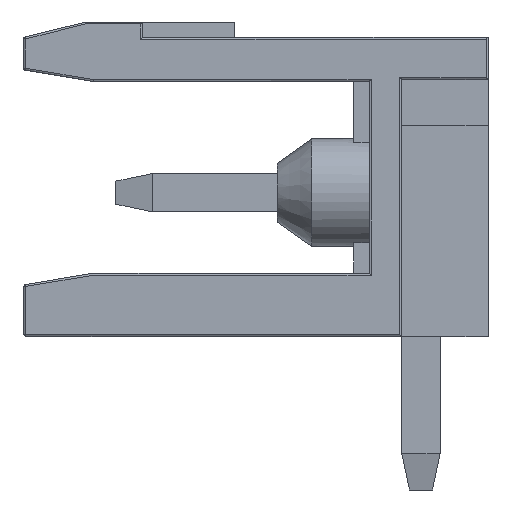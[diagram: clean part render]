
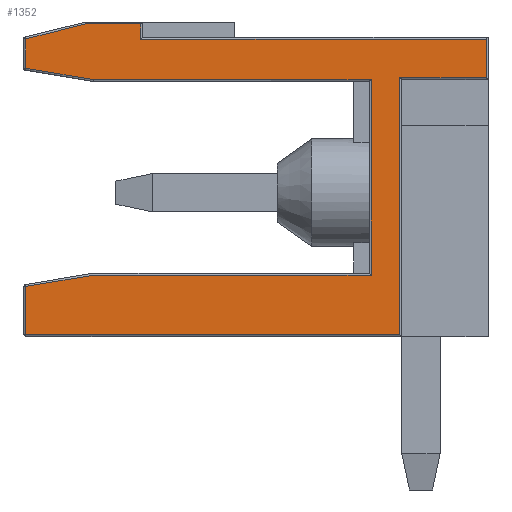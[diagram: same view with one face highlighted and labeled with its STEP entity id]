
A CAD part, left-side view. The second image highlights one B-rep face of the part: STEP entity #1352.
In plain terms, the highlighted planar face has unit normal (-1, 0, 0).
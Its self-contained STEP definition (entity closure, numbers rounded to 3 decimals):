
#1139 = VECTOR ( 'NONE', #42160, 1000. ) ;
#1187 = ORIENTED_EDGE ( 'NONE', *, *, #47240, .T. ) ;
#1224 = DIRECTION ( 'NONE',  ( 0., 0., 1. ) ) ;
#1352 = ADVANCED_FACE ( 'NONE', ( #6316 ), #43155, .F. ) ;
#1389 = VECTOR ( 'NONE', #7548, 1000. ) ;
#1425 = EDGE_CURVE ( 'NONE', #38947, #36561, #12165, .T. ) ;
#1947 = DIRECTION ( 'NONE',  ( 1., 0., 0. ) ) ;
#2119 = DIRECTION ( 'NONE',  ( 0., -1., 0. ) ) ;
#2376 = CARTESIAN_POINT ( 'NONE',  ( 0., 3.05, 1.6 ) ) ;
#2693 = ORIENTED_EDGE ( 'NONE', *, *, #7833, .T. ) ;
#2934 = VECTOR ( 'NONE', #11264, 1000. ) ;
#3856 = VERTEX_POINT ( 'NONE', #12386 ) ;
#4335 = VECTOR ( 'NONE', #34030, 1000. ) ;
#5331 = CARTESIAN_POINT ( 'NONE',  ( 0., 0.05, 6.75 ) ) ;
#5708 = AXIS2_PLACEMENT_3D ( 'NONE', #9978, #1947, #8991 ) ;
#6316 = FACE_OUTER_BOUND ( 'NONE', #35297, .T. ) ;
#6678 = EDGE_CURVE ( 'NONE', #36561, #18112, #33811, .T. ) ;
#6713 = VECTOR ( 'NONE', #27554, 1000. ) ;
#7548 = DIRECTION ( 'NONE',  ( 0., 0., 1. ) ) ;
#7703 = VERTEX_POINT ( 'NONE', #5331 ) ;
#7772 = EDGE_CURVE ( 'NONE', #46096, #45223, #35173, .T. ) ;
#7833 = EDGE_CURVE ( 'NONE', #3856, #38947, #23276, .T. ) ;
#7997 = CARTESIAN_POINT ( 'NONE',  ( 0., 2.3, 6.75 ) ) ;
#8001 = CARTESIAN_POINT ( 'NONE',  ( 0., 2.3, 6.7 ) ) ;
#8831 = CARTESIAN_POINT ( 'NONE',  ( 0., 12.05, 6.994 ) ) ;
#8991 = DIRECTION ( 'NONE',  ( 0., 0., -1. ) ) ;
#9146 = LINE ( 'NONE', #27799, #6713 ) ;
#9551 = VECTOR ( 'NONE', #24761, 1000. ) ;
#9555 = ORIENTED_EDGE ( 'NONE', *, *, #11690, .T. ) ;
#9978 = CARTESIAN_POINT ( 'NONE',  ( 0., 12.1, 8.2 ) ) ;
#10129 = LINE ( 'NONE', #17143, #16225 ) ;
#11264 = DIRECTION ( 'NONE',  ( 0., 0.97, -0.243 ) ) ;
#11506 = CARTESIAN_POINT ( 'NONE',  ( 0., 12.1, 8.15 ) ) ;
#11690 = EDGE_CURVE ( 'NONE', #45223, #45377, #31557, .T. ) ;
#11819 = EDGE_CURVE ( 'NONE', #26549, #24994, #32986, .T. ) ;
#11897 = CARTESIAN_POINT ( 'NONE',  ( 0., 9., 7.75 ) ) ;
#12165 = LINE ( 'NONE', #34935, #18828 ) ;
#12359 = CARTESIAN_POINT ( 'NONE',  ( 0., 0., 6.75 ) ) ;
#12386 = CARTESIAN_POINT ( 'NONE',  ( 0., 0.05, 7.75 ) ) ;
#12451 = ORIENTED_EDGE ( 'NONE', *, *, #24891, .T. ) ;
#13661 = CARTESIAN_POINT ( 'NONE',  ( 0., 12.05, 1.306 ) ) ;
#14060 = CARTESIAN_POINT ( 'NONE',  ( 0., 10.296, 1.6 ) ) ;
#14157 = ORIENTED_EDGE ( 'NONE', *, *, #29505, .T. ) ;
#14199 = VERTEX_POINT ( 'NONE', #37899 ) ;
#15122 = LINE ( 'NONE', #37178, #2934 ) ;
#16053 = LINE ( 'NONE', #19222, #4335 ) ;
#16170 = EDGE_CURVE ( 'NONE', #7703, #3856, #18974, .T. ) ;
#16225 = VECTOR ( 'NONE', #2119, 1000. ) ;
#16397 = DIRECTION ( 'NONE',  ( 0., -0.986, -0.165 ) ) ;
#16600 = VECTOR ( 'NONE', #33315, 1000. ) ;
#17143 = CARTESIAN_POINT ( 'NONE',  ( 0., 12.1, 0.05 ) ) ;
#18112 = VERTEX_POINT ( 'NONE', #38213 ) ;
#18734 = LINE ( 'NONE', #37873, #16600 ) ;
#18828 = VECTOR ( 'NONE', #1224, 1000. ) ;
#18974 = LINE ( 'NONE', #37868, #41721 ) ;
#19222 = CARTESIAN_POINT ( 'NONE',  ( 0., 10.3, 1.6 ) ) ;
#19451 = DIRECTION ( 'NONE',  ( 0., 0., 1. ) ) ;
#20350 = EDGE_CURVE ( 'NONE', #18112, #26549, #15122, .T. ) ;
#20379 = CARTESIAN_POINT ( 'NONE',  ( 0., 12.05, 8.2 ) ) ;
#20383 = VECTOR ( 'NONE', #47961, 1000. ) ;
#20503 = VECTOR ( 'NONE', #23050, 1000. ) ;
#21577 = CARTESIAN_POINT ( 'NONE',  ( 0., 12.05, 8.2 ) ) ;
#22059 = CARTESIAN_POINT ( 'NONE',  ( 0., 2.3, 0.05 ) ) ;
#22433 = CARTESIAN_POINT ( 'NONE',  ( 0., 12.05, 0.05 ) ) ;
#22899 = EDGE_CURVE ( 'NONE', #46568, #14199, #9146, .T. ) ;
#23050 = DIRECTION ( 'NONE',  ( 0., 0.986, -0.165 ) ) ;
#23276 = LINE ( 'NONE', #11897, #1139 ) ;
#23448 = LINE ( 'NONE', #38228, #44301 ) ;
#23842 = VERTEX_POINT ( 'NONE', #22059 ) ;
#24761 = DIRECTION ( 'NONE',  ( 0., 0., -1. ) ) ;
#24891 = EDGE_CURVE ( 'NONE', #23842, #36633, #37559, .T. ) ;
#24902 = ORIENTED_EDGE ( 'NONE', *, *, #1425, .T. ) ;
#24994 = VERTEX_POINT ( 'NONE', #8831 ) ;
#25075 = CARTESIAN_POINT ( 'NONE',  ( 0., 12.05, 7.761 ) ) ;
#25121 = VECTOR ( 'NONE', #47844, 1000. ) ;
#26166 = CARTESIAN_POINT ( 'NONE',  ( 0., 9.05, 8.15 ) ) ;
#26549 = VERTEX_POINT ( 'NONE', #25075 ) ;
#27554 = DIRECTION ( 'NONE',  ( 0., -1., 0. ) ) ;
#27799 = CARTESIAN_POINT ( 'NONE',  ( 0., 3.1, 6.7 ) ) ;
#29505 = EDGE_CURVE ( 'NONE', #45377, #23842, #10129, .T. ) ;
#29624 = VECTOR ( 'NONE', #39236, 1000. ) ;
#31034 = EDGE_CURVE ( 'NONE', #36633, #7703, #45553, .T. ) ;
#31557 = LINE ( 'NONE', #20379, #9551 ) ;
#32236 = EDGE_CURVE ( 'NONE', #14199, #36687, #18734, .T. ) ;
#32986 = LINE ( 'NONE', #21577, #20383 ) ;
#33315 = DIRECTION ( 'NONE',  ( 0., 0., -1. ) ) ;
#33811 = LINE ( 'NONE', #11506, #25121 ) ;
#34030 = DIRECTION ( 'NONE',  ( 0., 1., 0. ) ) ;
#34224 = ORIENTED_EDGE ( 'NONE', *, *, #6678, .T. ) ;
#34935 = CARTESIAN_POINT ( 'NONE',  ( 0., 9.05, 8.2 ) ) ;
#35173 = LINE ( 'NONE', #38291, #20503 ) ;
#35297 = EDGE_LOOP ( 'NONE', ( #34224, #38532, #45169, #38274, #36062, #44454, #1187, #36251, #9555, #14157, #12451, #42627, #47031, #2693, #24902 ) ) ;
#36062 = ORIENTED_EDGE ( 'NONE', *, *, #22899, .T. ) ;
#36251 = ORIENTED_EDGE ( 'NONE', *, *, #7772, .T. ) ;
#36561 = VERTEX_POINT ( 'NONE', #26166 ) ;
#36633 = VERTEX_POINT ( 'NONE', #7997 ) ;
#36687 = VERTEX_POINT ( 'NONE', #2376 ) ;
#37178 = CARTESIAN_POINT ( 'NONE',  ( 0., 12.088, 7.751 ) ) ;
#37559 = LINE ( 'NONE', #8001, #1389 ) ;
#37868 = CARTESIAN_POINT ( 'NONE',  ( 0., 0.05, 7.8 ) ) ;
#37873 = CARTESIAN_POINT ( 'NONE',  ( 0., 3.05, 1.65 ) ) ;
#37899 = CARTESIAN_POINT ( 'NONE',  ( 0., 3.05, 6.7 ) ) ;
#37901 = CARTESIAN_POINT ( 'NONE',  ( 0., 9.05, 7.75 ) ) ;
#37933 = CARTESIAN_POINT ( 'NONE',  ( 0., 10.296, 6.7 ) ) ;
#38213 = CARTESIAN_POINT ( 'NONE',  ( 0., 10.494, 8.15 ) ) ;
#38228 = CARTESIAN_POINT ( 'NONE',  ( 0., 10.292, 6.699 ) ) ;
#38274 = ORIENTED_EDGE ( 'NONE', *, *, #45480, .T. ) ;
#38291 = CARTESIAN_POINT ( 'NONE',  ( 0., 12.092, 1.299 ) ) ;
#38532 = ORIENTED_EDGE ( 'NONE', *, *, #20350, .T. ) ;
#38947 = VERTEX_POINT ( 'NONE', #37901 ) ;
#39236 = DIRECTION ( 'NONE',  ( 0., -1., 0. ) ) ;
#41721 = VECTOR ( 'NONE', #19451, 1000. ) ;
#42160 = DIRECTION ( 'NONE',  ( 0., 1., 0. ) ) ;
#42627 = ORIENTED_EDGE ( 'NONE', *, *, #31034, .T. ) ;
#43155 = PLANE ( 'NONE',  #5708 ) ;
#44301 = VECTOR ( 'NONE', #16397, 1000. ) ;
#44454 = ORIENTED_EDGE ( 'NONE', *, *, #32236, .T. ) ;
#45169 = ORIENTED_EDGE ( 'NONE', *, *, #11819, .T. ) ;
#45223 = VERTEX_POINT ( 'NONE', #13661 ) ;
#45377 = VERTEX_POINT ( 'NONE', #22433 ) ;
#45480 = EDGE_CURVE ( 'NONE', #24994, #46568, #23448, .T. ) ;
#45553 = LINE ( 'NONE', #12359, #29624 ) ;
#46096 = VERTEX_POINT ( 'NONE', #14060 ) ;
#46568 = VERTEX_POINT ( 'NONE', #37933 ) ;
#47031 = ORIENTED_EDGE ( 'NONE', *, *, #16170, .T. ) ;
#47240 = EDGE_CURVE ( 'NONE', #36687, #46096, #16053, .T. ) ;
#47844 = DIRECTION ( 'NONE',  ( 0., 1., 0. ) ) ;
#47961 = DIRECTION ( 'NONE',  ( 0., 0., -1. ) ) ;
